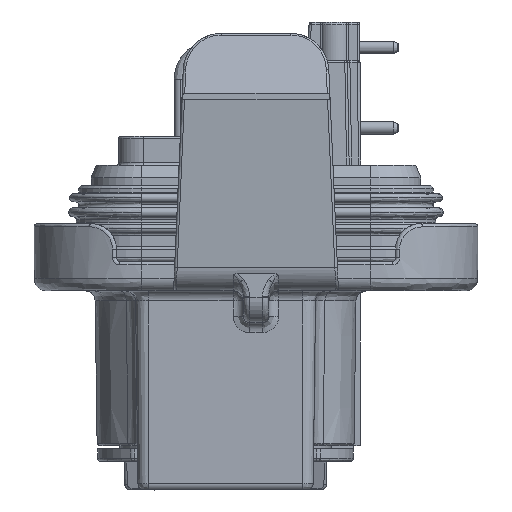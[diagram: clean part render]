
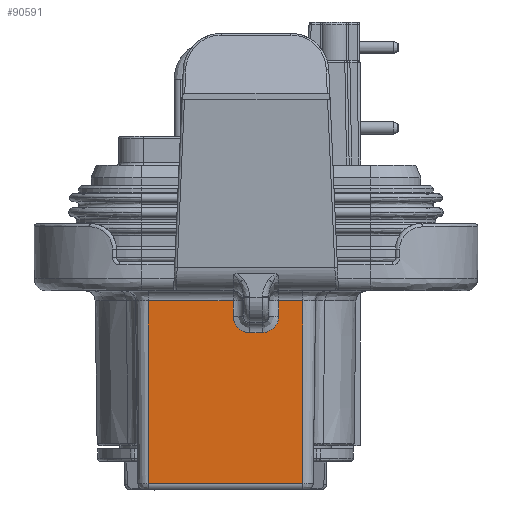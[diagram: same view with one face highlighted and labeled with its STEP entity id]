
A CAD part, front view. The second image highlights one B-rep face of the part: STEP entity #90591.
In plain terms, the highlighted planar face has unit normal (0, -1, -0.013).
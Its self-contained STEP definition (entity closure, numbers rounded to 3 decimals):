
#3904 = CARTESIAN_POINT ( 'NONE',  ( 0.633, -48.4, 9.873 ) ) ;
#6147 = CARTESIAN_POINT ( 'NONE',  ( 1.56, -48.388, 8.944 ) ) ;
#6313 = LINE ( 'NONE', #92782, #48525 ) ;
#6625 = CARTESIAN_POINT ( 'NONE',  ( 3.558, -48.39, 9.076 ) ) ;
#9350 = DIRECTION ( 'NONE',  ( -1., 0., 0. ) ) ;
#12991 = CARTESIAN_POINT ( 'NONE',  ( 0.6, -48.404, 10.21 ) ) ;
#14109 = CARTESIAN_POINT ( 'NONE',  ( 0.6, -48.402, 10.039 ) ) ;
#14419 = LINE ( 'NONE', #48581, #94499 ) ;
#14691 = DIRECTION ( 'NONE',  ( -1., 0., 0. ) ) ;
#14733 = B_SPLINE_CURVE_WITH_KNOTS ( 'NONE', 3,
 ( #90939, #109114, #6147, #31193, #22662, #56279, #92070, #3904, #14109, #12991 ),
 .UNSPECIFIED., .F., .F.,
 ( 4, 2, 2, 2, 4 ),
 ( 0., 0.25, 0.5, 0.75, 1. ),
 .UNSPECIFIED. ) ;
#14808 = EDGE_CURVE ( 'NONE', #67568, #93626, #6313, .T. ) ;
#15194 = EDGE_CURVE ( 'NONE', #16144, #67999, #83554, .T. ) ;
#15884 = VERTEX_POINT ( 'NONE', #98646 ) ;
#15889 = ORIENTED_EDGE ( 'NONE', *, *, #82381, .T. ) ;
#16144 = VERTEX_POINT ( 'NONE', #76144 ) ;
#16712 = VERTEX_POINT ( 'NONE', #89977 ) ;
#17084 = EDGE_CURVE ( 'NONE', #16712, #15884, #39657, .T. ) ;
#18875 = EDGE_CURVE ( 'NONE', #26947, #35942, #14419, .T. ) ;
#20429 = VECTOR ( 'NONE', #76811, 1000. ) ;
#20807 = LINE ( 'NONE', #29913, #31108 ) ;
#22585 = CARTESIAN_POINT ( 'NONE',  ( 4.2, -48.402, 10.039 ) ) ;
#22662 = CARTESIAN_POINT ( 'NONE',  ( 1.101, -48.391, 9.171 ) ) ;
#23611 = CARTESIAN_POINT ( 'NONE',  ( 0.6, -48.42, 11.41 ) ) ;
#23685 = CARTESIAN_POINT ( 'NONE',  ( 3.942, -48.394, 9.414 ) ) ;
#26947 = VERTEX_POINT ( 'NONE', #91426 ) ;
#29405 = CARTESIAN_POINT ( 'NONE',  ( 4.2, -48.404, 10.21 ) ) ;
#29913 = CARTESIAN_POINT ( 'NONE',  ( 6.1, -48.225, -3.5 ) ) ;
#31108 = VECTOR ( 'NONE', #106727, 1000. ) ;
#31193 = CARTESIAN_POINT ( 'NONE',  ( 1.242, -48.39, 9.076 ) ) ;
#31498 = DIRECTION ( 'NONE',  ( 0., 0.013, -1. ) ) ;
#33543 = EDGE_CURVE ( 'NONE', #85744, #16144, #20807, .T. ) ;
#35531 = VECTOR ( 'NONE', #39079, 1000. ) ;
#35942 = VERTEX_POINT ( 'NONE', #100444 ) ;
#37281 = ORIENTED_EDGE ( 'NONE', *, *, #17084, .T. ) ;
#37542 = ORIENTED_EDGE ( 'NONE', *, *, #58330, .T. ) ;
#39079 = DIRECTION ( 'NONE',  ( -1., 0., 0. ) ) ;
#39106 = CARTESIAN_POINT ( 'NONE',  ( 3.239, -48.388, 8.944 ) ) ;
#39657 = LINE ( 'NONE', #107327, #35531 ) ;
#39684 = CARTESIAN_POINT ( 'NONE',  ( 2.9, -48.387, 8.91 ) ) ;
#41356 = CARTESIAN_POINT ( 'NONE',  ( 4.167, -48.4, 9.873 ) ) ;
#42568 = ORIENTED_EDGE ( 'NONE', *, *, #15194, .T. ) ;
#48525 = VECTOR ( 'NONE', #83697, 1000. ) ;
#48581 = CARTESIAN_POINT ( 'NONE',  ( -6.1, -48.225, -3.5 ) ) ;
#49313 = CARTESIAN_POINT ( 'NONE',  ( 4.036, -48.396, 9.555 ) ) ;
#50567 = LINE ( 'NONE', #103482, #99913 ) ;
#51495 = AXIS2_PLACEMENT_3D ( 'NONE', #57359, #100005, #83491 ) ;
#52328 = VECTOR ( 'NONE', #9350, 1000. ) ;
#54183 = EDGE_CURVE ( 'NONE', #97623, #16712, #80568, .T. ) ;
#55120 = ORIENTED_EDGE ( 'NONE', *, *, #14808, .T. ) ;
#56279 = CARTESIAN_POINT ( 'NONE',  ( 0.858, -48.394, 9.414 ) ) ;
#57359 = CARTESIAN_POINT ( 'NONE',  ( -8.286, -48.225, -3.5 ) ) ;
#58330 = EDGE_CURVE ( 'NONE', #15884, #67568, #14733, .T. ) ;
#58449 = CARTESIAN_POINT ( 'NONE',  ( 3.073, -48.387, 8.91 ) ) ;
#58778 = CARTESIAN_POINT ( 'NONE',  ( 4.2, -48.42, 11.41 ) ) ;
#59428 = EDGE_CURVE ( 'NONE', #93626, #26947, #61733, .T. ) ;
#61733 = LINE ( 'NONE', #79317, #52328 ) ;
#64914 = EDGE_LOOP ( 'NONE', ( #42568, #91704, #73827, #37281, #37542, #55120, #111151, #86306, #15889, #100315 ) ) ;
#65336 = PLANE ( 'NONE',  #51495 ) ;
#67568 = VERTEX_POINT ( 'NONE', #82228 ) ;
#67999 = VERTEX_POINT ( 'NONE', #58778 ) ;
#73336 = EDGE_CURVE ( 'NONE', #67999, #97623, #94427, .T. ) ;
#73827 = ORIENTED_EDGE ( 'NONE', *, *, #54183, .T. ) ;
#75492 = CARTESIAN_POINT ( 'NONE',  ( 3.699, -48.391, 9.171 ) ) ;
#76144 = CARTESIAN_POINT ( 'NONE',  ( 6.1, -48.42, 11.41 ) ) ;
#76811 = DIRECTION ( 'NONE',  ( 0., 0.013, -1. ) ) ;
#79317 = CARTESIAN_POINT ( 'NONE',  ( -8.286, -48.42, 11.41 ) ) ;
#80568 = B_SPLINE_CURVE_WITH_KNOTS ( 'NONE', 3,
 ( #84569, #22585, #41356, #49313, #23685, #75492, #6625, #39106, #58449, #39684 ),
 .UNSPECIFIED., .F., .F.,
 ( 4, 2, 2, 2, 4 ),
 ( 0., 0.25, 0.5, 0.75, 1. ),
 .UNSPECIFIED. ) ;
#82228 = CARTESIAN_POINT ( 'NONE',  ( 0.6, -48.404, 10.21 ) ) ;
#82381 = EDGE_CURVE ( 'NONE', #35942, #85744, #50567, .T. ) ;
#83491 = DIRECTION ( 'NONE',  ( 0., 0.013, -1. ) ) ;
#83554 = LINE ( 'NONE', #92644, #95793 ) ;
#83697 = DIRECTION ( 'NONE',  ( 0., -0.013, 1. ) ) ;
#84569 = CARTESIAN_POINT ( 'NONE',  ( 4.2, -48.404, 10.21 ) ) ;
#85744 = VERTEX_POINT ( 'NONE', #94824 ) ;
#86306 = ORIENTED_EDGE ( 'NONE', *, *, #18875, .T. ) ;
#89977 = CARTESIAN_POINT ( 'NONE',  ( 2.9, -48.387, 8.91 ) ) ;
#90591 = ADVANCED_FACE ( 'NONE', ( #110186 ), #65336, .T. ) ;
#90939 = CARTESIAN_POINT ( 'NONE',  ( 1.9, -48.387, 8.91 ) ) ;
#91426 = CARTESIAN_POINT ( 'NONE',  ( -6.1, -48.42, 11.41 ) ) ;
#91704 = ORIENTED_EDGE ( 'NONE', *, *, #73336, .T. ) ;
#92070 = CARTESIAN_POINT ( 'NONE',  ( 0.765, -48.396, 9.555 ) ) ;
#92644 = CARTESIAN_POINT ( 'NONE',  ( 6.352, -48.42, 11.41 ) ) ;
#92782 = CARTESIAN_POINT ( 'NONE',  ( 0.6, -48.225, -3.5 ) ) ;
#93626 = VERTEX_POINT ( 'NONE', #23611 ) ;
#93876 = CARTESIAN_POINT ( 'NONE',  ( 4.2, -48.225, -3.5 ) ) ;
#94362 = DIRECTION ( 'NONE',  ( 1., 0., 0. ) ) ;
#94427 = LINE ( 'NONE', #93876, #20429 ) ;
#94499 = VECTOR ( 'NONE', #31498, 1000. ) ;
#94824 = CARTESIAN_POINT ( 'NONE',  ( 6.1, -48.231, -3.007 ) ) ;
#95793 = VECTOR ( 'NONE', #14691, 1000. ) ;
#97623 = VERTEX_POINT ( 'NONE', #29405 ) ;
#98646 = CARTESIAN_POINT ( 'NONE',  ( 1.9, -48.387, 8.91 ) ) ;
#99913 = VECTOR ( 'NONE', #94362, 1000. ) ;
#100005 = DIRECTION ( 'NONE',  ( 0., -1., -0.013 ) ) ;
#100315 = ORIENTED_EDGE ( 'NONE', *, *, #33543, .T. ) ;
#100444 = CARTESIAN_POINT ( 'NONE',  ( -6.1, -48.231, -3.007 ) ) ;
#103482 = CARTESIAN_POINT ( 'NONE',  ( -8.286, -48.231, -3.007 ) ) ;
#106727 = DIRECTION ( 'NONE',  ( 0., -0.013, 1. ) ) ;
#107327 = CARTESIAN_POINT ( 'NONE',  ( -8.286, -48.387, 8.91 ) ) ;
#109114 = CARTESIAN_POINT ( 'NONE',  ( 1.728, -48.387, 8.91 ) ) ;
#110186 = FACE_OUTER_BOUND ( 'NONE', #64914, .T. ) ;
#111151 = ORIENTED_EDGE ( 'NONE', *, *, #59428, .T. ) ;
